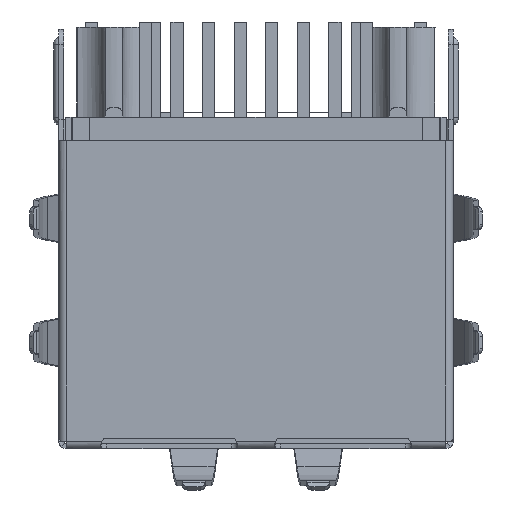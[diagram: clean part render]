
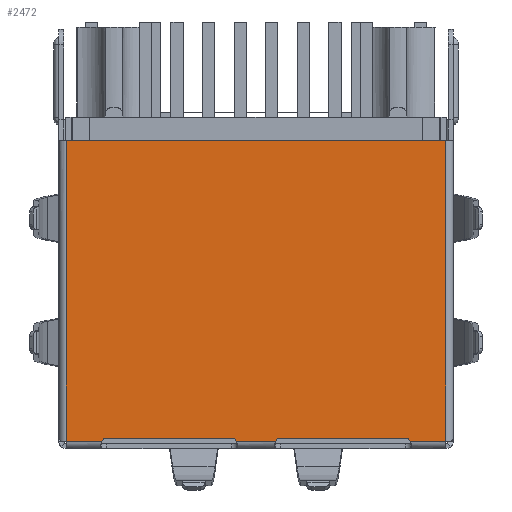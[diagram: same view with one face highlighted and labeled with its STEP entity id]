
A CAD part, left-side view. The second image highlights one B-rep face of the part: STEP entity #2472.
In plain terms, the highlighted planar face has unit normal (-1, 0, 0).
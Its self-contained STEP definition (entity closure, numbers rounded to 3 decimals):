
#2472 = ADVANCED_FACE( '', ( #4930 ), #4931, .T. );
#4930 = FACE_OUTER_BOUND( '', #7993, .T. );
#4931 = PLANE( '', #7994 );
#7993 = EDGE_LOOP( '', ( #15182, #15183, #15184, #15185, #15186, #15187, #15188, #15189, #15190, #15191, #15192, #15193 ) );
#7994 = AXIS2_PLACEMENT_3D( '', #15194, #15195, #15196 );
#15182 = ORIENTED_EDGE( '', *, *, #15798, .F. );
#15183 = ORIENTED_EDGE( '', *, *, #18146, .F. );
#15184 = ORIENTED_EDGE( '', *, *, #16155, .T. );
#15185 = ORIENTED_EDGE( '', *, *, #16400, .T. );
#15186 = ORIENTED_EDGE( '', *, *, #18115, .F. );
#15187 = ORIENTED_EDGE( '', *, *, #15478, .F. );
#15188 = ORIENTED_EDGE( '', *, *, #15411, .F. );
#15189 = ORIENTED_EDGE( '', *, *, #17652, .T. );
#15190 = ORIENTED_EDGE( '', *, *, #17097, .T. );
#15191 = ORIENTED_EDGE( '', *, *, #17843, .T. );
#15192 = ORIENTED_EDGE( '', *, *, #17911, .T. );
#15193 = ORIENTED_EDGE( '', *, *, #16626, .T. );
#15194 = CARTESIAN_POINT( '', ( -10.92, 7.64, 5.63 ) );
#15195 = DIRECTION( '', ( -1., 0., 0. ) );
#15196 = DIRECTION( '', ( 0., 0., 1. ) );
#15411 = EDGE_CURVE( '', #18334, #18336, #18337, .T. );
#15478 = EDGE_CURVE( '', #18336, #18453, #18454, .T. );
#15798 = EDGE_CURVE( '', #19017, #19018, #19019, .T. );
#16155 = EDGE_CURVE( '', #19622, #19620, #19623, .T. );
#16400 = EDGE_CURVE( '', #19620, #19080, #20011, .T. );
#16626 = EDGE_CURVE( '', #20366, #19018, #20367, .T. );
#17097 = EDGE_CURVE( '', #19114, #21034, #21035, .F. );
#17652 = EDGE_CURVE( '', #18334, #19114, #21744, .T. );
#17843 = EDGE_CURVE( '', #21034, #21958, #21960, .T. );
#17911 = EDGE_CURVE( '', #21958, #20366, #22032, .F. );
#18115 = EDGE_CURVE( '', #18453, #19080, #22255, .T. );
#18146 = EDGE_CURVE( '', #19622, #19017, #22287, .T. );
#18334 = VERTEX_POINT( '', #22530 );
#18336 = VERTEX_POINT( '', #22533 );
#18337 = CIRCLE( '', #22534, 0.25 );
#18453 = VERTEX_POINT( '', #22704 );
#18454 = LINE( '', #22705, #22706 );
#19017 = VERTEX_POINT( '', #23516 );
#19018 = VERTEX_POINT( '', #23517 );
#19019 = LINE( '', #23518, #23519 );
#19080 = VERTEX_POINT( '', #23613 );
#19114 = VERTEX_POINT( '', #23681 );
#19620 = VERTEX_POINT( '', #24471 );
#19622 = VERTEX_POINT( '', #24473 );
#19623 = LINE( '', #24474, #24475 );
#20011 = LINE( '', #25085, #25086 );
#20366 = VERTEX_POINT( '', #25708 );
#20367 = LINE( '', #25709, #25710 );
#21034 = VERTEX_POINT( '', #26786 );
#21035 = CIRCLE( '', #26787, 0.25 );
#21744 = LINE( '', #28001, #28002 );
#21958 = VERTEX_POINT( '', #28348 );
#21960 = LINE( '', #28351, #28352 );
#22032 = CIRCLE( '', #28461, 0.25 );
#22255 = CIRCLE( '', #28766, 0.25 );
#22287 = LINE( '', #28809, #28810 );
#22530 = CARTESIAN_POINT( '', ( -10.92, 0.787, -6.47 ) );
#22533 = CARTESIAN_POINT( '', ( -10.92, 1., -6.35 ) );
#22534 = AXIS2_PLACEMENT_3D( '', #28953, #28954, #28955 );
#22704 = CARTESIAN_POINT( '', ( -10.92, 6., -6.35 ) );
#22705 = CARTESIAN_POINT( '', ( -10.92, 7.64, -6.35 ) );
#22706 = VECTOR( '', #29020, 1000. );
#23516 = CARTESIAN_POINT( '', ( -10.92, -7.64, 5.63 ) );
#23517 = CARTESIAN_POINT( '', ( -10.92, -7.64, -6.47 ) );
#23518 = CARTESIAN_POINT( '', ( -10.92, -7.64, 5.63 ) );
#23519 = VECTOR( '', #29354, 1000. );
#23613 = CARTESIAN_POINT( '', ( -10.92, 6.213, -6.47 ) );
#23681 = CARTESIAN_POINT( '', ( -10.92, -0.787, -6.47 ) );
#24471 = CARTESIAN_POINT( '', ( -10.92, 7.64, -6.47 ) );
#24473 = CARTESIAN_POINT( '', ( -10.92, 7.64, 5.63 ) );
#24474 = CARTESIAN_POINT( '', ( -10.92, 7.64, 5.63 ) );
#24475 = VECTOR( '', #29703, 1000. );
#25085 = CARTESIAN_POINT( '', ( -10.92, 7.64, -6.47 ) );
#25086 = VECTOR( '', #29924, 1000. );
#25708 = CARTESIAN_POINT( '', ( -10.92, -6.213, -6.47 ) );
#25709 = CARTESIAN_POINT( '', ( -10.92, 7.64, -6.47 ) );
#25710 = VECTOR( '', #30126, 1000. );
#26786 = CARTESIAN_POINT( '', ( -10.92, -1., -6.35 ) );
#26787 = AXIS2_PLACEMENT_3D( '', #30487, #30488, #30489 );
#28001 = CARTESIAN_POINT( '', ( -10.92, 7.64, -6.47 ) );
#28002 = VECTOR( '', #30950, 1000. );
#28348 = CARTESIAN_POINT( '', ( -10.92, -6., -6.35 ) );
#28351 = CARTESIAN_POINT( '', ( -10.92, 7.64, -6.35 ) );
#28352 = VECTOR( '', #31088, 1000. );
#28461 = AXIS2_PLACEMENT_3D( '', #31135, #31136, #31137 );
#28766 = AXIS2_PLACEMENT_3D( '', #31255, #31256, #31257 );
#28809 = CARTESIAN_POINT( '', ( -10.92, 7.64, 5.63 ) );
#28810 = VECTOR( '', #31268, 1000. );
#28953 = CARTESIAN_POINT( '', ( -10.92, 1., -6.6 ) );
#28954 = DIRECTION( '', ( -1., 0., 0. ) );
#28955 = DIRECTION( '', ( 0., 0., 1. ) );
#29020 = DIRECTION( '', ( 0., 1., 0. ) );
#29354 = DIRECTION( '', ( 0., 0., -1. ) );
#29703 = DIRECTION( '', ( 0., 0., -1. ) );
#29924 = DIRECTION( '', ( 0., -1., 0. ) );
#30126 = DIRECTION( '', ( 0., -1., 0. ) );
#30487 = CARTESIAN_POINT( '', ( -10.92, -1., -6.6 ) );
#30488 = DIRECTION( '', ( -1., 0., 0. ) );
#30489 = DIRECTION( '', ( 0., 0., 1. ) );
#30950 = DIRECTION( '', ( 0., -1., 0. ) );
#31088 = DIRECTION( '', ( 0., -1., 0. ) );
#31135 = CARTESIAN_POINT( '', ( -10.92, -6., -6.6 ) );
#31136 = DIRECTION( '', ( -1., 0., 0. ) );
#31137 = DIRECTION( '', ( 0., 0., 1. ) );
#31255 = CARTESIAN_POINT( '', ( -10.92, 6., -6.6 ) );
#31256 = DIRECTION( '', ( -1., 0., 0. ) );
#31257 = DIRECTION( '', ( 0., 0., 1. ) );
#31268 = DIRECTION( '', ( 0., -1., 0. ) );
